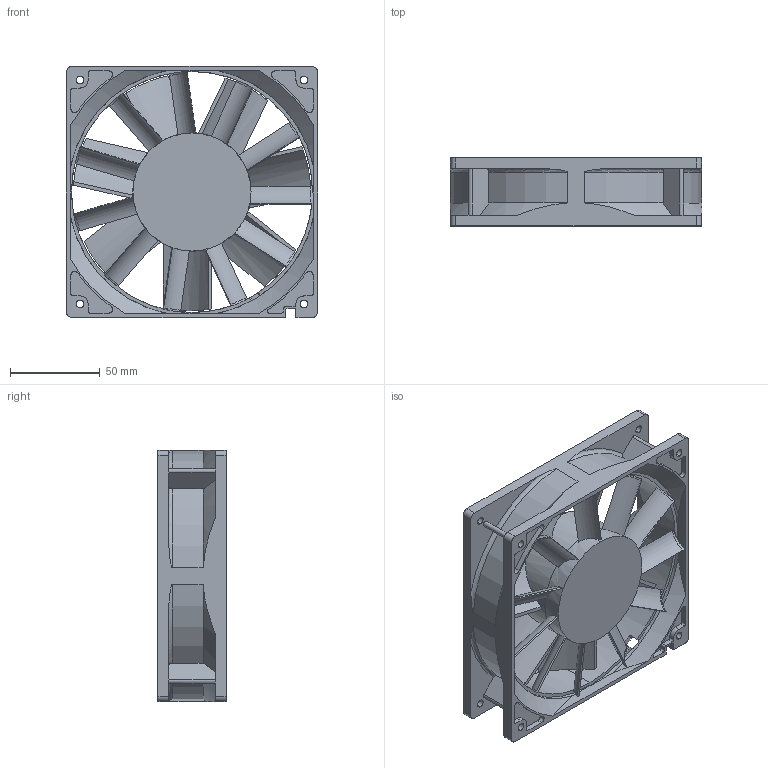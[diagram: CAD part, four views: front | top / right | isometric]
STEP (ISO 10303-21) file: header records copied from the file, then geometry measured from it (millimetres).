
FILE_DESCRIPTION (( 'STEP AP203' ), '1' );
FILE_NAME ('(DUMMY)THB1448AE.STEP', '2016-12-12T07:54:17', ( 'Delta' ), ( '' ), 'SwSTEP 2.0', 'SolidWorks 2011', '' );
FILE_SCHEMA (( 'CONFIG_CONTROL_DESIGN' ));
Length unit declared in the file: millimetre
Products named in the file (3): (DUMMY)THB1448AE; (DUMMY)4103044100; (DUMMY)4101305100
Assembly tree (2 placements, depth 2):
  (DUMMY)THB1448AE
    (DUMMY)4103044100
    (DUMMY)4101305100
Bounding box: 139.7 x 38 x 139.7 mm (x, y, z)
Volume: 227310.3 mm3; surface area: 103537.8 mm2
Topology: 2 solids, 3 shells, 812 faces, 2332 edges, 1544 vertices
Faces by surface type: plane 556, cylinder 159, bspline 81, cone 16
Entity records: 33939 total; most frequent: CARTESIAN_POINT 13684, ORIENTED_EDGE 4636, DIRECTION 3312, EDGE_CURVE 2318, LINE 1650, VECTOR 1650, VERTEX_POINT 1544, EDGE_LOOP 886
